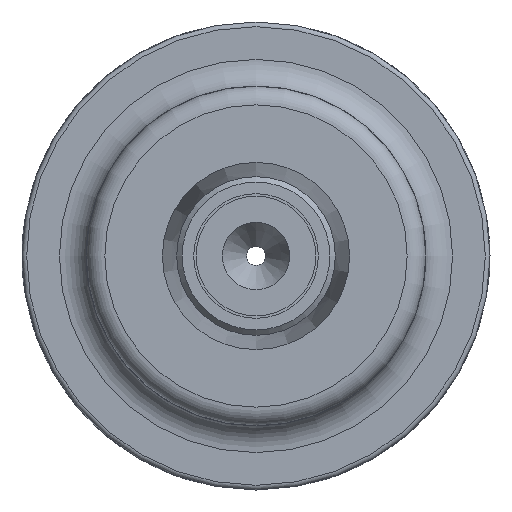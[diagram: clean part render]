
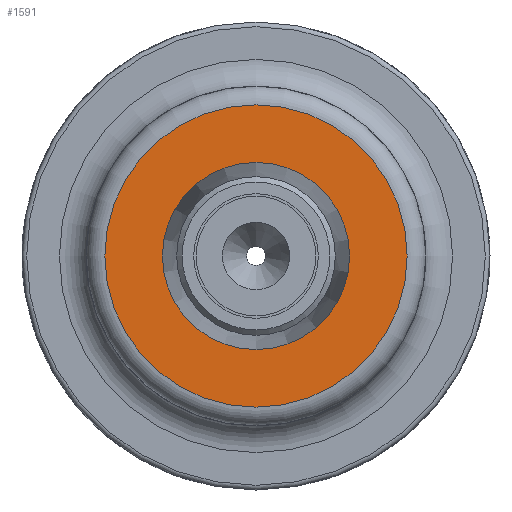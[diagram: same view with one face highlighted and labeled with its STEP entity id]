
A CAD part, left-side view. The second image highlights one B-rep face of the part: STEP entity #1591.
In plain terms, the highlighted planar face has unit normal (-1, 0, 0).
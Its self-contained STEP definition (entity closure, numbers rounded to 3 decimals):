
#1557=CARTESIAN_POINT('',(-105.,0.0,16.15));
#1558=VERTEX_POINT('',#1557);
#1559=CARTESIAN_POINT('',(-105.,0.0,0.0));
#1560=DIRECTION('',(-1.0,0.0,0.0));
#1561=DIRECTION('',(0.0,0.0,1.0));
#1562=AXIS2_PLACEMENT_3D('',#1559,#1560,#1561);
#1563=CIRCLE('',#1562,16.15);
#1564=EDGE_CURVE('',#1558,#1558,#1563,.T.);
#1572=CARTESIAN_POINT('',(-105.,0.0,13.075));
#1573=DIRECTION('',(-1.0,0.0,0.0));
#1574=DIRECTION('',(0.0,0.0,1.0));
#1575=AXIS2_PLACEMENT_3D('',#1572,#1573,#1574);
#1576=PLANE('',#1575);
#1577=ORIENTED_EDGE('',*,*,#1564,.T.);
#1578=EDGE_LOOP('',(#1577));
#1579=FACE_OUTER_BOUND('',#1578,.T.);
#1580=CARTESIAN_POINT('',(-105.,0.0,10.));
#1581=VERTEX_POINT('',#1580);
#1582=CARTESIAN_POINT('',(-105.,0.0,0.0));
#1583=DIRECTION('',(-1.0,0.0,0.0));
#1584=DIRECTION('',(0.0,0.0,1.0));
#1585=AXIS2_PLACEMENT_3D('',#1582,#1583,#1584);
#1586=CIRCLE('',#1585,10.);
#1587=EDGE_CURVE('',#1581,#1581,#1586,.T.);
#1588=ORIENTED_EDGE('',*,*,#1587,.F.);
#1589=EDGE_LOOP('',(#1588));
#1590=FACE_BOUND('',#1589,.T.);
#1591=ADVANCED_FACE('',(#1579,#1590),#1576,.T.);
